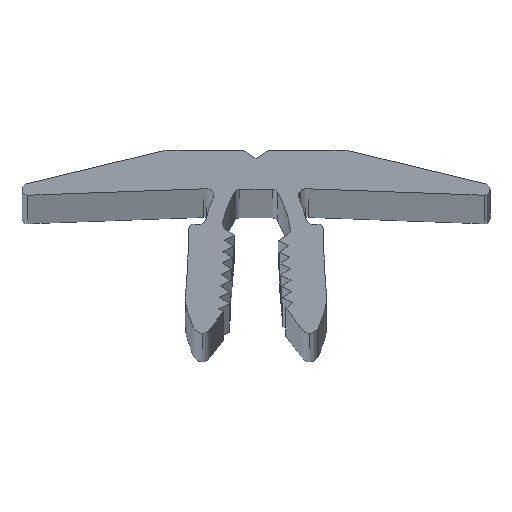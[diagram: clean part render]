
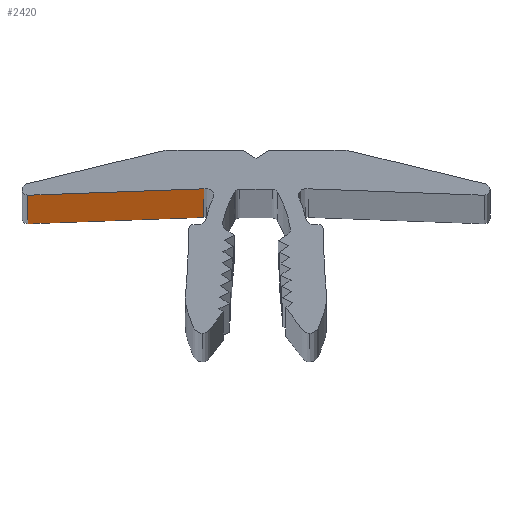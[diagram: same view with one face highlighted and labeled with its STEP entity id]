
A CAD part, top view. The second image highlights one B-rep face of the part: STEP entity #2420.
In plain terms, the highlighted planar face has unit normal (0.036, -0.999, 0).
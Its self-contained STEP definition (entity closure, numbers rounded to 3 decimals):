
#19 = CARTESIAN_POINT ( 'NONE',  ( -4.09, 0., 0. ) ) ;
#225 = ORIENTED_EDGE ( 'NONE', *, *, #651, .T. ) ;
#236 = EDGE_LOOP ( 'NONE', ( #668, #2279, #1306, #225 ) ) ;
#328 = VECTOR ( 'NONE', #2087, 1000. ) ;
#433 = LINE ( 'NONE', #457, #525 ) ;
#457 = CARTESIAN_POINT ( 'NONE',  ( -3.188, 0.033, -1000. ) ) ;
#525 = VECTOR ( 'NONE', #2133, 1000. ) ;
#591 = DIRECTION ( 'NONE',  ( 0., 0., -1. ) ) ;
#651 = EDGE_CURVE ( 'NONE', #1365, #1977, #1852, .T. ) ;
#668 = ORIENTED_EDGE ( 'NONE', *, *, #1626, .T. ) ;
#877 = CARTESIAN_POINT ( 'NONE',  ( -3.188, 0.033, 0. ) ) ;
#1066 = DIRECTION ( 'NONE',  ( -0.999, -0.036, 0. ) ) ;
#1085 = VECTOR ( 'NONE', #1839, 1000. ) ;
#1306 = ORIENTED_EDGE ( 'NONE', *, *, #1930, .F. ) ;
#1365 = VERTEX_POINT ( 'NONE', #1754 ) ;
#1392 = CARTESIAN_POINT ( 'NONE',  ( -4.09, 0., 0. ) ) ;
#1475 = DIRECTION ( 'NONE',  ( -0.036, 0.999, 0. ) ) ;
#1511 = VECTOR ( 'NONE', #591, 1000. ) ;
#1522 = FACE_OUTER_BOUND ( 'NONE', #236, .T. ) ;
#1626 = EDGE_CURVE ( 'NONE', #1977, #2116, #1822, .T. ) ;
#1650 = LINE ( 'NONE', #1392, #1085 ) ;
#1681 = PLANE ( 'NONE',  #2698 ) ;
#1754 = CARTESIAN_POINT ( 'NONE',  ( -13.937, -0.359, 0. ) ) ;
#1822 = LINE ( 'NONE', #2052, #328 ) ;
#1839 = DIRECTION ( 'NONE',  ( 0.999, 0.036, 0. ) ) ;
#1852 = LINE ( 'NONE', #2670, #1511 ) ;
#1930 = EDGE_CURVE ( 'NONE', #1365, #2556, #1650, .T. ) ;
#1977 = VERTEX_POINT ( 'NONE', #2263 ) ;
#2052 = CARTESIAN_POINT ( 'NONE',  ( -4.09, 0., -1000. ) ) ;
#2087 = DIRECTION ( 'NONE',  ( 0.999, 0.036, 0. ) ) ;
#2116 = VERTEX_POINT ( 'NONE', #2597 ) ;
#2133 = DIRECTION ( 'NONE',  ( 0., 0., 1. ) ) ;
#2263 = CARTESIAN_POINT ( 'NONE',  ( -13.937, -0.359, -1000. ) ) ;
#2279 = ORIENTED_EDGE ( 'NONE', *, *, #2504, .T. ) ;
#2420 = ADVANCED_FACE ( 'NONE', ( #1522 ), #1681, .F. ) ;
#2504 = EDGE_CURVE ( 'NONE', #2116, #2556, #433, .T. ) ;
#2556 = VERTEX_POINT ( 'NONE', #877 ) ;
#2597 = CARTESIAN_POINT ( 'NONE',  ( -3.188, 0.033, -1000. ) ) ;
#2670 = CARTESIAN_POINT ( 'NONE',  ( -13.937, -0.359, 0. ) ) ;
#2698 = AXIS2_PLACEMENT_3D ( 'NONE', #19, #1475, #1066 ) ;
